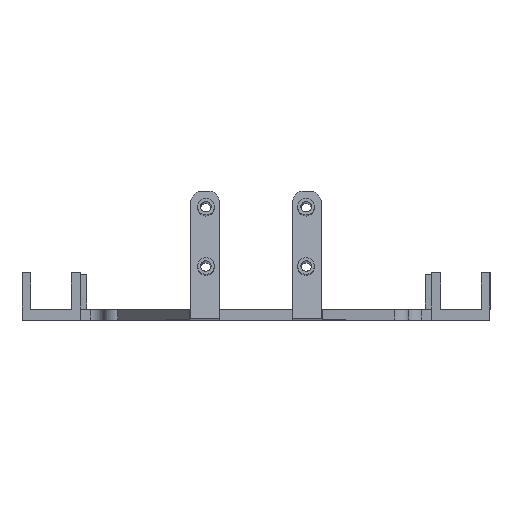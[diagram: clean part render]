
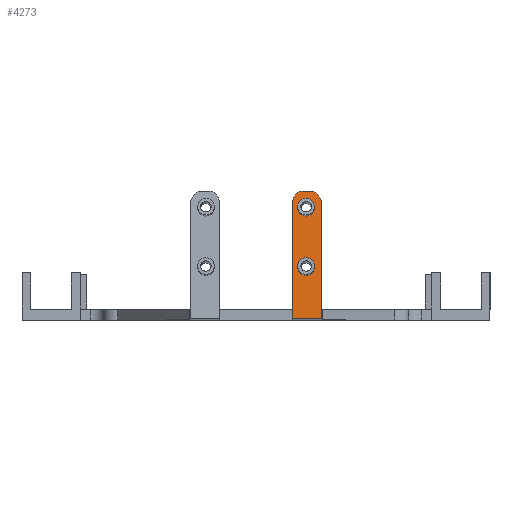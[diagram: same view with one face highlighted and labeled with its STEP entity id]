
A CAD part, top view. The second image highlights one B-rep face of the part: STEP entity #4273.
In plain terms, the highlighted planar face has unit normal (0, 0.087, 0.996).
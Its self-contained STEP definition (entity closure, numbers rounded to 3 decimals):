
#24=FACE_BOUND('',#526,.T.);
#25=FACE_BOUND('',#527,.T.);
#114=PLANE('',#4582);
#296=FACE_OUTER_BOUND('',#525,.T.);
#525=EDGE_LOOP('',(#3159,#3160,#3161,#3162,#3163,#3164,#3165,#3166));
#526=EDGE_LOOP('',(#3167));
#527=EDGE_LOOP('',(#3168));
#869=LINE('',#6478,#1339);
#875=LINE('',#6496,#1345);
#878=LINE('',#6503,#1348);
#879=LINE('',#6506,#1349);
#880=LINE('',#6508,#1350);
#881=LINE('',#6509,#1351);
#1339=VECTOR('',#5222,10.);
#1345=VECTOR('',#5242,10.);
#1348=VECTOR('',#5251,10.);
#1349=VECTOR('',#5254,10.);
#1350=VECTOR('',#5255,10.);
#1351=VECTOR('',#5256,10.);
#1742=CIRCLE('',#4577,2.5);
#1743=CIRCLE('',#4580,2.);
#1744=CIRCLE('',#4583,1.75);
#1745=CIRCLE('',#4584,1.75);
#1970=VERTEX_POINT('',#6455);
#1979=VERTEX_POINT('',#6477);
#1982=VERTEX_POINT('',#6489);
#1983=VERTEX_POINT('',#6490);
#1984=VERTEX_POINT('',#6495);
#1985=VERTEX_POINT('',#6499);
#1986=VERTEX_POINT('',#6505);
#1987=VERTEX_POINT('',#6507);
#1988=VERTEX_POINT('',#6510);
#1989=VERTEX_POINT('',#6512);
#2444=EDGE_CURVE('',#1970,#1979,#869,.T.);
#2450=EDGE_CURVE('',#1982,#1983,#1742,.T.);
#2453=EDGE_CURVE('',#1979,#1984,#875,.T.);
#2455=EDGE_CURVE('',#1984,#1985,#1743,.T.);
#2457=EDGE_CURVE('',#1982,#1985,#878,.T.);
#2458=EDGE_CURVE('',#1970,#1986,#879,.T.);
#2459=EDGE_CURVE('',#1986,#1987,#880,.T.);
#2460=EDGE_CURVE('',#1987,#1983,#881,.T.);
#2461=EDGE_CURVE('',#1988,#1988,#1744,.T.);
#2462=EDGE_CURVE('',#1989,#1989,#1745,.T.);
#3159=ORIENTED_EDGE('',*,*,#2450,.F.);
#3160=ORIENTED_EDGE('',*,*,#2457,.T.);
#3161=ORIENTED_EDGE('',*,*,#2455,.F.);
#3162=ORIENTED_EDGE('',*,*,#2453,.F.);
#3163=ORIENTED_EDGE('',*,*,#2444,.F.);
#3164=ORIENTED_EDGE('',*,*,#2458,.T.);
#3165=ORIENTED_EDGE('',*,*,#2459,.T.);
#3166=ORIENTED_EDGE('',*,*,#2460,.T.);
#3167=ORIENTED_EDGE('',*,*,#2461,.T.);
#3168=ORIENTED_EDGE('',*,*,#2462,.T.);
#4273=ADVANCED_FACE('',(#296,#24,#25),#114,.T.);
#4577=AXIS2_PLACEMENT_3D('',#6491,#5236,#5237);
#4580=AXIS2_PLACEMENT_3D('',#6500,#5246,#5247);
#4582=AXIS2_PLACEMENT_3D('',#6504,#5252,#5253);
#4583=AXIS2_PLACEMENT_3D('',#6511,#5257,#5258);
#4584=AXIS2_PLACEMENT_3D('',#6513,#5259,#5260);
#5222=DIRECTION('',(-1.,0.,0.));
#5236=DIRECTION('center_axis',(0.,-0.087,
-0.996));
#5237=DIRECTION('ref_axis',(0.707,0.704,-0.062));
#5242=DIRECTION('',(0.,0.996,-0.087));
#5246=DIRECTION('center_axis',(0.,-0.087,
-0.996));
#5247=DIRECTION('ref_axis',(-0.707,0.704,-0.062));
#5251=DIRECTION('',(-1.,0.,0.));
#5252=DIRECTION('center_axis',(0.,0.087,
0.996));
#5253=DIRECTION('ref_axis',(1.,0.,0.));
#5254=DIRECTION('',(1.,0.,0.));
#5255=DIRECTION('',(0.,0.996,-0.087));
#5256=DIRECTION('',(0.,0.996,-0.087));
#5257=DIRECTION('center_axis',(0.,-0.087,
-0.996));
#5258=DIRECTION('ref_axis',(-1.,0.,0.));
#5259=DIRECTION('center_axis',(0.,-0.087,
-0.996));
#5260=DIRECTION('ref_axis',(-1.,0.,0.));
#6455=CARTESIAN_POINT('',(4.319,-10.973,114.805));
#6477=CARTESIAN_POINT('',(4.283,-10.973,114.806));
#6478=CARTESIAN_POINT('',(10.792,-10.973,114.806));
#6489=CARTESIAN_POINT('',(7.783,15.775,112.465));
#6490=CARTESIAN_POINT('',(10.283,13.284,112.683));
#6491=CARTESIAN_POINT('Origin',(7.783,13.284,112.683));
#6495=CARTESIAN_POINT('',(4.283,13.782,112.64));
#6496=CARTESIAN_POINT('',(4.283,-2.08,114.027));
#6499=CARTESIAN_POINT('',(6.283,15.775,112.465));
#6500=CARTESIAN_POINT('Origin',(6.283,13.782,112.64));
#6503=CARTESIAN_POINT('',(11.301,15.775,112.465));
#6504=CARTESIAN_POINT('Origin',(11.301,3.671,113.524));
#6505=CARTESIAN_POINT('',(10.283,-10.973,114.805));
#6506=CARTESIAN_POINT('',(4.319,-10.973,114.805));
#6507=CARTESIAN_POINT('',(10.283,-8.782,114.614));
#6508=CARTESIAN_POINT('',(10.283,-3.651,114.165));
#6509=CARTESIAN_POINT('',(10.283,3.671,113.524));
#6510=CARTESIAN_POINT('',(8.79,-0.13,113.857));
#6511=CARTESIAN_POINT('Origin',(7.04,-0.13,113.857));
#6512=CARTESIAN_POINT('',(8.79,12.323,112.767));
#6513=CARTESIAN_POINT('Origin',(7.04,12.323,112.767));
